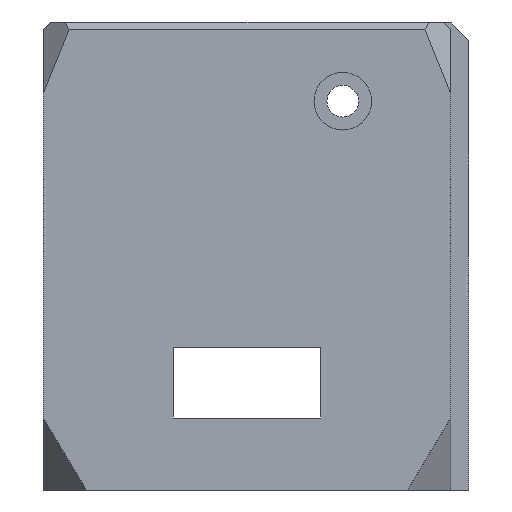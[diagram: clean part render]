
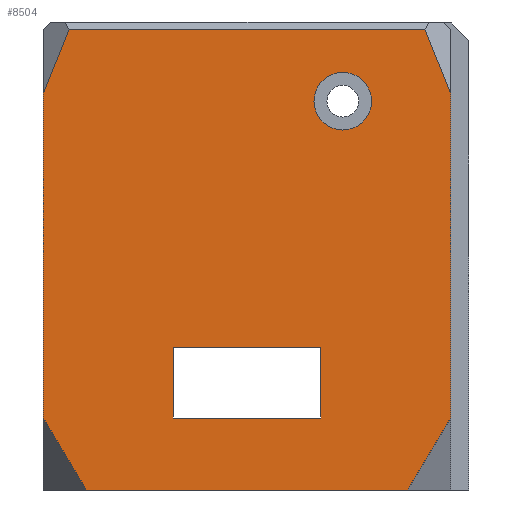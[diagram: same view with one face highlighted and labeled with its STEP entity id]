
A CAD part, left-side view. The second image highlights one B-rep face of the part: STEP entity #8504.
In plain terms, the highlighted planar face has unit normal (-1, 0, 0).
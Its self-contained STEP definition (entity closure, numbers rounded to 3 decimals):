
#48 = CARTESIAN_POINT ( 'NONE',  ( 0., 50.6, 0. ) ) ;
#152 = VERTEX_POINT ( 'NONE', #5124 ) ;
#203 = ORIENTED_EDGE ( 'NONE', *, *, #7398, .T. ) ;
#221 = VECTOR ( 'NONE', #1319, 1000. ) ;
#499 = LINE ( 'NONE', #4128, #6337 ) ;
#834 = FACE_OUTER_BOUND ( 'NONE', #8143, .T. ) ;
#880 = CARTESIAN_POINT ( 'NONE',  ( 0., 18.05, 10. ) ) ;
#1086 = LINE ( 'NONE', #4711, #11402 ) ;
#1199 = LINE ( 'NONE', #5827, #221 ) ;
#1216 = VECTOR ( 'NONE', #1686, 1000. ) ;
#1300 = EDGE_CURVE ( 'NONE', #9728, #4017, #1199, .T. ) ;
#1319 = DIRECTION ( 'NONE',  ( 0., -0.514, -0.857 ) ) ;
#1374 = EDGE_CURVE ( 'NONE', #2842, #8626, #1936, .T. ) ;
#1521 = EDGE_CURVE ( 'NONE', #152, #6416, #4386, .T. ) ;
#1526 = CARTESIAN_POINT ( 'NONE',  ( 0., 0., 10. ) ) ;
#1686 = DIRECTION ( 'NONE',  ( 0., 0., -1. ) ) ;
#1821 = EDGE_CURVE ( 'NONE', #8626, #2842, #5543, .T. ) ;
#1936 = CIRCLE ( 'NONE', #9311, 4. ) ;
#1940 = EDGE_CURVE ( 'NONE', #4017, #6416, #7447, .T. ) ;
#1959 = CARTESIAN_POINT ( 'NONE',  ( 0., 0., 55. ) ) ;
#2478 = ORIENTED_EDGE ( 'NONE', *, *, #5998, .F. ) ;
#2485 = ORIENTED_EDGE ( 'NONE', *, *, #2912, .F. ) ;
#2509 = DIRECTION ( 'NONE',  ( 0., 1., 0. ) ) ;
#2512 = DIRECTION ( 'NONE',  ( 0., 0., 1. ) ) ;
#2702 = CARTESIAN_POINT ( 'NONE',  ( 0., 38.55, 0. ) ) ;
#2722 = VERTEX_POINT ( 'NONE', #10706 ) ;
#2842 = VERTEX_POINT ( 'NONE', #6602 ) ;
#2912 = EDGE_CURVE ( 'NONE', #9456, #9798, #2935, .T. ) ;
#2935 = LINE ( 'NONE', #10287, #7822 ) ;
#2947 = AXIS2_PLACEMENT_3D ( 'NONE', #6123, #10636, #2509 ) ;
#2996 = EDGE_CURVE ( 'NONE', #11366, #152, #1086, .T. ) ;
#3009 = VERTEX_POINT ( 'NONE', #11062 ) ;
#3381 = VERTEX_POINT ( 'NONE', #6642 ) ;
#3403 = FACE_BOUND ( 'NONE', #5577, .T. ) ;
#3410 = ORIENTED_EDGE ( 'NONE', *, *, #2996, .F. ) ;
#3536 = CARTESIAN_POINT ( 'NONE',  ( 0., 15., 54. ) ) ;
#3752 = ORIENTED_EDGE ( 'NONE', *, *, #10871, .T. ) ;
#3812 = DIRECTION ( 'NONE',  ( 0., 0., -1. ) ) ;
#3814 = ORIENTED_EDGE ( 'NONE', *, *, #9032, .T. ) ;
#3824 = VECTOR ( 'NONE', #10107, 1000. ) ;
#4017 = VERTEX_POINT ( 'NONE', #48 ) ;
#4128 = CARTESIAN_POINT ( 'NONE',  ( 0., 0., 19.8 ) ) ;
#4275 = DIRECTION ( 'NONE',  ( 0., 0., -1. ) ) ;
#4337 = VECTOR ( 'NONE', #9436, 1000. ) ;
#4386 = LINE ( 'NONE', #7992, #8562 ) ;
#4432 = DIRECTION ( 'NONE',  ( 0., 0., -1. ) ) ;
#4615 = EDGE_CURVE ( 'NONE', #2722, #10435, #9152, .T. ) ;
#4646 = VECTOR ( 'NONE', #2512, 1000. ) ;
#4711 = CARTESIAN_POINT ( 'NONE',  ( 0., 0., 65. ) ) ;
#4715 = DIRECTION ( 'NONE',  ( 0., -0.371, 0.928 ) ) ;
#5105 = CARTESIAN_POINT ( 'NONE',  ( 0., 0., 64. ) ) ;
#5124 = CARTESIAN_POINT ( 'NONE',  ( 0., 0., 10. ) ) ;
#5543 = CIRCLE ( 'NONE', #7813, 4. ) ;
#5577 = EDGE_LOOP ( 'NONE', ( #3752, #8681, #2478, #7029 ) ) ;
#5740 = VECTOR ( 'NONE', #9220, 1000. ) ;
#5827 = CARTESIAN_POINT ( 'NONE',  ( 0., 65.882, 25.471 ) ) ;
#5998 = EDGE_CURVE ( 'NONE', #2722, #8044, #6080, .T. ) ;
#6080 = LINE ( 'NONE', #1526, #11519 ) ;
#6123 = CARTESIAN_POINT ( 'NONE',  ( 0., 0., 65. ) ) ;
#6125 = LINE ( 'NONE', #6357, #4646 ) ;
#6337 = VECTOR ( 'NONE', #7736, 1000. ) ;
#6357 = CARTESIAN_POINT ( 'NONE',  ( 0., 18.05, 0. ) ) ;
#6403 = EDGE_LOOP ( 'NONE', ( #10818, #8310 ) ) ;
#6416 = VERTEX_POINT ( 'NONE', #8011 ) ;
#6602 = CARTESIAN_POINT ( 'NONE',  ( 0., 15., 58. ) ) ;
#6642 = CARTESIAN_POINT ( 'NONE',  ( 0., 18.05, 19.8 ) ) ;
#6768 = CARTESIAN_POINT ( 'NONE',  ( 0., 56.6, 55. ) ) ;
#7029 = ORIENTED_EDGE ( 'NONE', *, *, #4615, .T. ) ;
#7045 = ORIENTED_EDGE ( 'NONE', *, *, #1300, .T. ) ;
#7198 = DIRECTION ( 'NONE',  ( -1., 0., 0. ) ) ;
#7386 = CARTESIAN_POINT ( 'NONE',  ( 0., 0., 0. ) ) ;
#7398 = EDGE_CURVE ( 'NONE', #3009, #9798, #10609, .T. ) ;
#7447 = LINE ( 'NONE', #7386, #5740 ) ;
#7603 = LINE ( 'NONE', #9313, #4337 ) ;
#7736 = DIRECTION ( 'NONE',  ( 0., -1., 0. ) ) ;
#7760 = CARTESIAN_POINT ( 'NONE',  ( 0., 53., 64. ) ) ;
#7800 = EDGE_CURVE ( 'NONE', #3009, #11366, #7603, .T. ) ;
#7813 = AXIS2_PLACEMENT_3D ( 'NONE', #3536, #7198, #4432 ) ;
#7822 = VECTOR ( 'NONE', #4715, 1000. ) ;
#7969 = DIRECTION ( 'NONE',  ( 0., -1., 0. ) ) ;
#7992 = CARTESIAN_POINT ( 'NONE',  ( 0., -24.265, 50.441 ) ) ;
#8011 = CARTESIAN_POINT ( 'NONE',  ( 0., 6., 0. ) ) ;
#8044 = VERTEX_POINT ( 'NONE', #880 ) ;
#8143 = EDGE_LOOP ( 'NONE', ( #8683, #3410, #9354, #203, #2485, #3814, #7045, #10304 ) ) ;
#8213 = CARTESIAN_POINT ( 'NONE',  ( 0., 38.55, 19.8 ) ) ;
#8303 = VECTOR ( 'NONE', #8815, 1000. ) ;
#8310 = ORIENTED_EDGE ( 'NONE', *, *, #1374, .F. ) ;
#8504 = ADVANCED_FACE ( 'NONE', ( #834, #9677, #3403 ), #11527, .F. ) ;
#8526 = CARTESIAN_POINT ( 'NONE',  ( 0., 56.6, 10. ) ) ;
#8562 = VECTOR ( 'NONE', #11620, 1000. ) ;
#8626 = VERTEX_POINT ( 'NONE', #9137 ) ;
#8681 = ORIENTED_EDGE ( 'NONE', *, *, #11004, .F. ) ;
#8683 = ORIENTED_EDGE ( 'NONE', *, *, #1521, .F. ) ;
#8815 = DIRECTION ( 'NONE',  ( 0., 1., 0. ) ) ;
#9032 = EDGE_CURVE ( 'NONE', #9456, #9728, #10761, .T. ) ;
#9137 = CARTESIAN_POINT ( 'NONE',  ( 0., 15., 50. ) ) ;
#9147 = CARTESIAN_POINT ( 'NONE',  ( 0., 56.6, 65. ) ) ;
#9152 = LINE ( 'NONE', #2702, #3824 ) ;
#9220 = DIRECTION ( 'NONE',  ( 0., -1., 0. ) ) ;
#9311 = AXIS2_PLACEMENT_3D ( 'NONE', #9719, #10513, #4275 ) ;
#9313 = CARTESIAN_POINT ( 'NONE',  ( 0., 3.448, 63.621 ) ) ;
#9354 = ORIENTED_EDGE ( 'NONE', *, *, #7800, .F. ) ;
#9436 = DIRECTION ( 'NONE',  ( 0., -0.371, -0.928 ) ) ;
#9456 = VERTEX_POINT ( 'NONE', #6768 ) ;
#9677 = FACE_BOUND ( 'NONE', #6403, .T. ) ;
#9719 = CARTESIAN_POINT ( 'NONE',  ( 0., 15., 54. ) ) ;
#9728 = VERTEX_POINT ( 'NONE', #8526 ) ;
#9798 = VERTEX_POINT ( 'NONE', #7760 ) ;
#10107 = DIRECTION ( 'NONE',  ( 0., 0., 1. ) ) ;
#10287 = CARTESIAN_POINT ( 'NONE',  ( 0., 45.345, 83.138 ) ) ;
#10304 = ORIENTED_EDGE ( 'NONE', *, *, #1940, .T. ) ;
#10435 = VERTEX_POINT ( 'NONE', #8213 ) ;
#10513 = DIRECTION ( 'NONE',  ( -1., 0., 0. ) ) ;
#10609 = LINE ( 'NONE', #5105, #8303 ) ;
#10636 = DIRECTION ( 'NONE',  ( 1., 0., 0. ) ) ;
#10706 = CARTESIAN_POINT ( 'NONE',  ( 0., 38.55, 10. ) ) ;
#10761 = LINE ( 'NONE', #9147, #1216 ) ;
#10818 = ORIENTED_EDGE ( 'NONE', *, *, #1821, .F. ) ;
#10871 = EDGE_CURVE ( 'NONE', #10435, #3381, #499, .T. ) ;
#11004 = EDGE_CURVE ( 'NONE', #8044, #3381, #6125, .T. ) ;
#11062 = CARTESIAN_POINT ( 'NONE',  ( 0., 3.6, 64. ) ) ;
#11366 = VERTEX_POINT ( 'NONE', #1959 ) ;
#11402 = VECTOR ( 'NONE', #3812, 1000. ) ;
#11519 = VECTOR ( 'NONE', #7969, 1000. ) ;
#11527 = PLANE ( 'NONE',  #2947 ) ;
#11620 = DIRECTION ( 'NONE',  ( 0., 0.514, -0.857 ) ) ;
